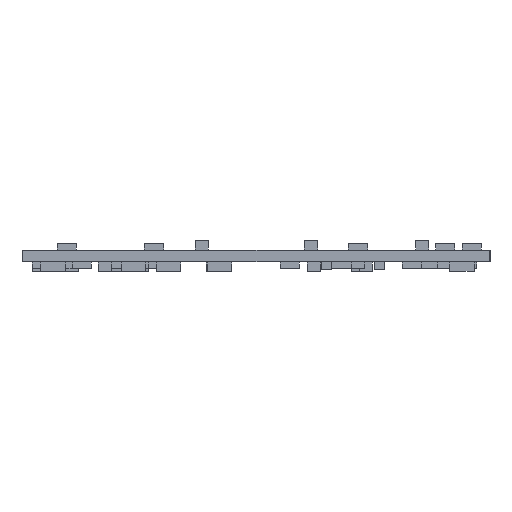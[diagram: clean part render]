
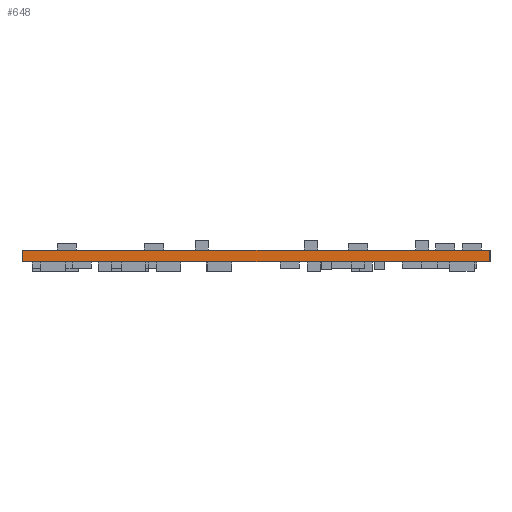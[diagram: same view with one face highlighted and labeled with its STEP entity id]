
A CAD part, front view. The second image highlights one B-rep face of the part: STEP entity #648.
In plain terms, the highlighted planar face has unit normal (0, -1, 0).
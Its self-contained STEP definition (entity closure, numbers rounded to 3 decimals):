
#621 = VERTEX_POINT('',#622);
#622 = CARTESIAN_POINT('',(89.464,46.663,1.619));
#629 = EDGE_CURVE('',#630,#621,#632,.T.);
#630 = VERTEX_POINT('',#631);
#631 = CARTESIAN_POINT('',(89.464,46.663,0.));
#632 = LINE('',#633,#634);
#633 = CARTESIAN_POINT('',(89.464,46.663,0.));
#634 = VECTOR('',#635,1.);
#635 = DIRECTION('',(0.,0.,1.));
#648 = ADVANCED_FACE('',(#649),#674,.T.);
#649 = FACE_BOUND('',#650,.T.);
#650 = EDGE_LOOP('',(#651,#652,#660,#668));
#651 = ORIENTED_EDGE('',*,*,#629,.T.);
#652 = ORIENTED_EDGE('',*,*,#653,.T.);
#653 = EDGE_CURVE('',#621,#654,#656,.T.);
#654 = VERTEX_POINT('',#655);
#655 = CARTESIAN_POINT('',(25.464,46.663,1.619));
#656 = LINE('',#657,#658);
#657 = CARTESIAN_POINT('',(89.464,46.663,1.619));
#658 = VECTOR('',#659,1.);
#659 = DIRECTION('',(-1.,0.,0.));
#660 = ORIENTED_EDGE('',*,*,#661,.F.);
#661 = EDGE_CURVE('',#662,#654,#664,.T.);
#662 = VERTEX_POINT('',#663);
#663 = CARTESIAN_POINT('',(25.464,46.663,0.));
#664 = LINE('',#665,#666);
#665 = CARTESIAN_POINT('',(25.464,46.663,0.));
#666 = VECTOR('',#667,1.);
#667 = DIRECTION('',(0.,0.,1.));
#668 = ORIENTED_EDGE('',*,*,#669,.F.);
#669 = EDGE_CURVE('',#630,#662,#670,.T.);
#670 = LINE('',#671,#672);
#671 = CARTESIAN_POINT('',(89.464,46.663,0.));
#672 = VECTOR('',#673,1.);
#673 = DIRECTION('',(-1.,0.,0.));
#674 = PLANE('',#675);
#675 = AXIS2_PLACEMENT_3D('',#676,#677,#678);
#676 = CARTESIAN_POINT('',(89.464,46.663,0.));
#677 = DIRECTION('',(0.,-1.,0.));
#678 = DIRECTION('',(-1.,0.,0.));
